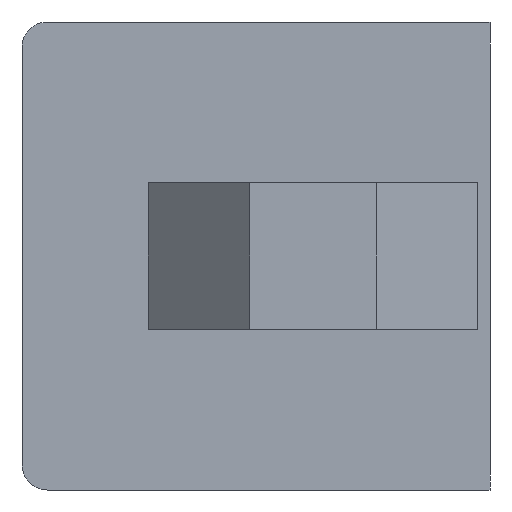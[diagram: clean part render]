
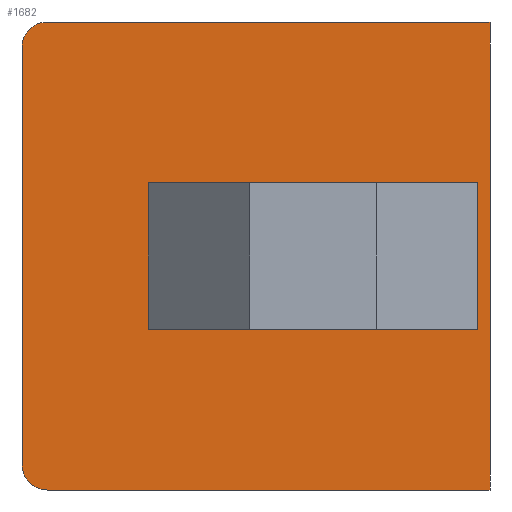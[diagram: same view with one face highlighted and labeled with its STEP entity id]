
A CAD part, front view. The second image highlights one B-rep face of the part: STEP entity #1682.
In plain terms, the highlighted planar face has unit normal (0, -1, 0).
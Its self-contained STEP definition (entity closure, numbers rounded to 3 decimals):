
#24=FACE_BOUND('',#215,.T.);
#34=ELLIPSE('',#1800,1.008,1.);
#35=ELLIPSE('',#1801,1.008,1.);
#55=PLANE('',#1799);
#127=FACE_OUTER_BOUND('',#214,.T.);
#214=EDGE_LOOP('',(#1289,#1290,#1291,#1292,#1293,#1294));
#215=EDGE_LOOP('',(#1295,#1296,#1297,#1298,#1299,#1300));
#290=CIRCLE('',#1784,2.5);
#296=CIRCLE('',#1802,2.5);
#356=LINE('',#2432,#560);
#359=LINE('',#2437,#563);
#361=LINE('',#2442,#565);
#408=LINE('',#2551,#612);
#415=LINE('',#2565,#619);
#416=LINE('',#2570,#620);
#417=LINE('',#2571,#621);
#418=LINE('',#2574,#622);
#560=VECTOR('',#1954,1000.);
#563=VECTOR('',#1959,1000.);
#565=VECTOR('',#1963,1000.);
#612=VECTOR('',#2044,1000.);
#619=VECTOR('',#2053,1000.);
#620=VECTOR('',#2058,1000.);
#621=VECTOR('',#2059,1000.);
#622=VECTOR('',#2062,1000.);
#761=VERTEX_POINT('',#2430);
#762=VERTEX_POINT('',#2431);
#763=VERTEX_POINT('',#2436);
#764=VERTEX_POINT('',#2440);
#765=VERTEX_POINT('',#2441);
#809=VERTEX_POINT('',#2549);
#810=VERTEX_POINT('',#2550);
#815=VERTEX_POINT('',#2563);
#816=VERTEX_POINT('',#2564);
#817=VERTEX_POINT('',#2567);
#818=VERTEX_POINT('',#2569);
#819=VERTEX_POINT('',#2572);
#934=EDGE_CURVE('',#761,#762,#356,.T.);
#937=EDGE_CURVE('',#763,#761,#359,.T.);
#939=EDGE_CURVE('',#764,#765,#361,.T.);
#943=EDGE_CURVE('',#765,#763,#290,.T.);
#993=EDGE_CURVE('',#809,#810,#408,.T.);
#1000=EDGE_CURVE('',#815,#816,#415,.T.);
#1001=EDGE_CURVE('',#815,#809,#34,.F.);
#1002=EDGE_CURVE('',#810,#817,#35,.F.);
#1003=EDGE_CURVE('',#817,#818,#416,.T.);
#1004=EDGE_CURVE('',#816,#818,#417,.T.);
#1005=EDGE_CURVE('',#762,#819,#296,.T.);
#1006=EDGE_CURVE('',#819,#764,#418,.T.);
#1289=ORIENTED_EDGE('',*,*,#1000,.F.);
#1290=ORIENTED_EDGE('',*,*,#1001,.T.);
#1291=ORIENTED_EDGE('',*,*,#993,.T.);
#1292=ORIENTED_EDGE('',*,*,#1002,.T.);
#1293=ORIENTED_EDGE('',*,*,#1003,.T.);
#1294=ORIENTED_EDGE('',*,*,#1004,.F.);
#1295=ORIENTED_EDGE('',*,*,#934,.T.);
#1296=ORIENTED_EDGE('',*,*,#1005,.T.);
#1297=ORIENTED_EDGE('',*,*,#1006,.T.);
#1298=ORIENTED_EDGE('',*,*,#939,.T.);
#1299=ORIENTED_EDGE('',*,*,#943,.T.);
#1300=ORIENTED_EDGE('',*,*,#937,.T.);
#1682=ADVANCED_FACE('',(#127,#24),#55,.F.);
#1784=AXIS2_PLACEMENT_3D('',#2447,#1970,#1971);
#1799=AXIS2_PLACEMENT_3D('',#2562,#2051,#2052);
#1800=AXIS2_PLACEMENT_3D('',#2566,#2054,#2055);
#1801=AXIS2_PLACEMENT_3D('',#2568,#2056,#2057);
#1802=AXIS2_PLACEMENT_3D('',#2573,#2060,#2061);
#1954=DIRECTION('',(-1.,0.,0.));
#1959=DIRECTION('',(0.,0.,-1.));
#1963=DIRECTION('',(1.,0.,0.));
#1970=DIRECTION('center_axis',(0.,1.,0.));
#1971=DIRECTION('ref_axis',(1.,0.,0.));
#2044=DIRECTION('',(0.,0.,-1.));
#2051=DIRECTION('center_axis',(0.,1.,0.));
#2052=DIRECTION('ref_axis',(0.,0.,1.));
#2053=DIRECTION('',(1.,0.,0.));
#2054=DIRECTION('center_axis',(0.,1.,0.));
#2055=DIRECTION('ref_axis',(1.,0.,0.));
#2056=DIRECTION('center_axis',(0.,1.,0.));
#2057=DIRECTION('ref_axis',(-1.,0.,0.));
#2058=DIRECTION('',(1.,0.,0.));
#2059=DIRECTION('',(0.,0.,-1.));
#2060=DIRECTION('center_axis',(0.,1.,0.));
#2061=DIRECTION('ref_axis',(1.,0.,0.));
#2062=DIRECTION('',(0.,0.,1.));
#2430=CARTESIAN_POINT('',(3.,0.,-2.5));
#2431=CARTESIAN_POINT('',(-0.5,0.,-2.5));
#2432=CARTESIAN_POINT('',(3.,0.,-2.5));
#2436=CARTESIAN_POINT('',(3.,0.,0.));
#2437=CARTESIAN_POINT('',(3.,0.,0.));
#2440=CARTESIAN_POINT('',(-3.,0.,2.5));
#2441=CARTESIAN_POINT('',(0.5,0.,2.5));
#2442=CARTESIAN_POINT('',(-3.,0.,2.5));
#2447=CARTESIAN_POINT('Origin',(0.5,0.,0.));
#2549=CARTESIAN_POINT('',(-11.5,0.,8.25));
#2550=CARTESIAN_POINT('',(-11.5,0.,-8.25));
#2551=CARTESIAN_POINT('',(-11.5,0.,9.25));
#2562=CARTESIAN_POINT('Origin',(-11.5,0.,9.25));
#2563=CARTESIAN_POINT('',(-10.492,0.,9.25));
#2564=CARTESIAN_POINT('',(7.,0.,9.25));
#2565=CARTESIAN_POINT('',(-11.5,0.,9.25));
#2566=CARTESIAN_POINT('Origin',(-10.492,0.,8.25));
#2567=CARTESIAN_POINT('',(-10.492,0.,-9.25));
#2568=CARTESIAN_POINT('Origin',(-10.492,0.,-8.25));
#2569=CARTESIAN_POINT('',(7.,0.,-9.25));
#2570=CARTESIAN_POINT('',(-11.5,0.,-9.25));
#2571=CARTESIAN_POINT('',(7.,0.,9.25));
#2572=CARTESIAN_POINT('',(-3.,0.,0.));
#2573=CARTESIAN_POINT('Origin',(-0.5,0.,0.));
#2574=CARTESIAN_POINT('',(-3.,0.,0.));
